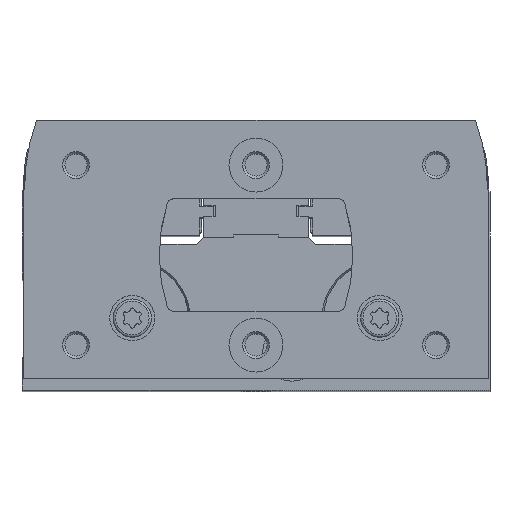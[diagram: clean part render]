
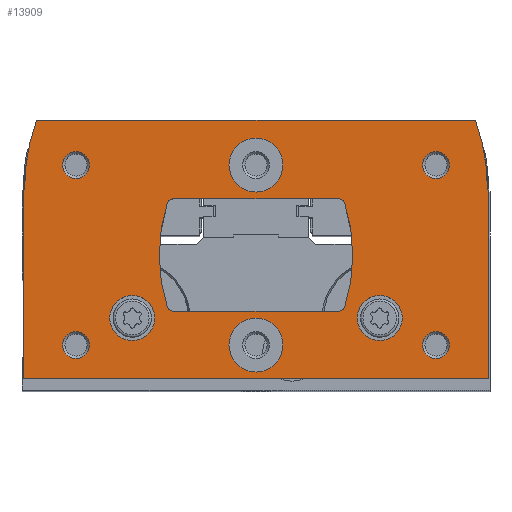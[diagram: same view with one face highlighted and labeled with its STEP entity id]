
A CAD part, top view. The second image highlights one B-rep face of the part: STEP entity #13909.
In plain terms, the highlighted planar face has unit normal (0, 0, 1).
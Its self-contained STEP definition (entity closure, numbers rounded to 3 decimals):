
#547=LINE('',#21637,#1365);
#552=LINE('',#21647,#1370);
#571=LINE('',#21696,#1389);
#577=LINE('',#21708,#1395);
#591=LINE('',#21779,#1409);
#593=LINE('',#21782,#1411);
#594=LINE('',#21832,#1412);
#595=LINE('',#21852,#1413);
#1365=VECTOR('',#17612,1000.);
#1370=VECTOR('',#17619,1000.);
#1389=VECTOR('',#17656,1000.);
#1395=VECTOR('',#17666,1000.);
#1409=VECTOR('',#17718,1000.);
#1411=VECTOR('',#17722,1000.);
#1412=VECTOR('',#17773,1000.);
#1413=VECTOR('',#17794,1000.);
#1912=PLANE('',#15045);
#3543=ORIENTED_EDGE('',*,*,#6245,.F.);
#3544=ORIENTED_EDGE('',*,*,#6246,.F.);
#3545=ORIENTED_EDGE('',*,*,#6247,.T.);
#3546=ORIENTED_EDGE('',*,*,#6248,.T.);
#3547=ORIENTED_EDGE('',*,*,#6249,.T.);
#3548=ORIENTED_EDGE('',*,*,#6250,.T.);
#3549=ORIENTED_EDGE('',*,*,#6251,.T.);
#3550=ORIENTED_EDGE('',*,*,#6252,.T.);
#3551=ORIENTED_EDGE('',*,*,#6200,.F.);
#3552=ORIENTED_EDGE('',*,*,#6217,.F.);
#3553=ORIENTED_EDGE('',*,*,#6212,.F.);
#3554=ORIENTED_EDGE('',*,*,#6209,.F.);
#3555=ORIENTED_EDGE('',*,*,#6253,.F.);
#3556=ORIENTED_EDGE('',*,*,#6254,.F.);
#3557=ORIENTED_EDGE('',*,*,#6255,.F.);
#3558=ORIENTED_EDGE('',*,*,#6203,.F.);
#3559=ORIENTED_EDGE('',*,*,#6187,.T.);
#3560=ORIENTED_EDGE('',*,*,#6181,.T.);
#3561=ORIENTED_EDGE('',*,*,#6219,.T.);
#3562=ORIENTED_EDGE('',*,*,#6151,.T.);
#3563=ORIENTED_EDGE('',*,*,#6156,.T.);
#3564=ORIENTED_EDGE('',*,*,#6160,.T.);
#3565=ORIENTED_EDGE('',*,*,#6244,.T.);
#3566=ORIENTED_EDGE('',*,*,#6193,.T.);
#6151=EDGE_CURVE('',#7645,#7644,#547,.T.);
#6156=EDGE_CURVE('',#7644,#7648,#552,.T.);
#6160=EDGE_CURVE('',#7648,#7650,#8612,.T.);
#6181=EDGE_CURVE('',#7667,#7669,#571,.T.);
#6187=EDGE_CURVE('',#7673,#7667,#577,.T.);
#6193=EDGE_CURVE('',#7678,#7673,#8618,.T.);
#6200=EDGE_CURVE('',#7682,#7683,#8621,.T.);
#6203=EDGE_CURVE('',#7683,#7684,#8622,.T.);
#6209=EDGE_CURVE('',#7688,#7689,#8625,.T.);
#6212=EDGE_CURVE('',#7689,#7691,#8626,.T.);
#6217=EDGE_CURVE('',#7691,#7682,#591,.T.);
#6219=EDGE_CURVE('',#7669,#7645,#593,.T.);
#6244=EDGE_CURVE('',#7650,#7678,#594,.T.);
#6245=EDGE_CURVE('',#7718,#7718,#8653,.T.);
#6246=EDGE_CURVE('',#7719,#7719,#8654,.T.);
#6247=EDGE_CURVE('',#7720,#7720,#8655,.T.);
#6248=EDGE_CURVE('',#7721,#7721,#8656,.T.);
#6249=EDGE_CURVE('',#7722,#7722,#8657,.T.);
#6250=EDGE_CURVE('',#7723,#7723,#8658,.T.);
#6251=EDGE_CURVE('',#7724,#7724,#8659,.T.);
#6252=EDGE_CURVE('',#7725,#7725,#8660,.T.);
#6253=EDGE_CURVE('',#7726,#7688,#8661,.T.);
#6254=EDGE_CURVE('',#7727,#7726,#595,.T.);
#6255=EDGE_CURVE('',#7684,#7727,#8662,.T.);
#7644=VERTEX_POINT('',#21636);
#7645=VERTEX_POINT('',#21638);
#7648=VERTEX_POINT('',#21646);
#7650=VERTEX_POINT('',#21653);
#7667=VERTEX_POINT('',#21690);
#7669=VERTEX_POINT('',#21695);
#7673=VERTEX_POINT('',#21706);
#7678=VERTEX_POINT('',#21721);
#7682=VERTEX_POINT('',#21736);
#7683=VERTEX_POINT('',#21738);
#7684=VERTEX_POINT('',#21746);
#7688=VERTEX_POINT('',#21759);
#7689=VERTEX_POINT('',#21761);
#7691=VERTEX_POINT('',#21771);
#7718=VERTEX_POINT('',#21835);
#7719=VERTEX_POINT('',#21837);
#7720=VERTEX_POINT('',#21839);
#7721=VERTEX_POINT('',#21841);
#7722=VERTEX_POINT('',#21843);
#7723=VERTEX_POINT('',#21845);
#7724=VERTEX_POINT('',#21847);
#7725=VERTEX_POINT('',#21849);
#7726=VERTEX_POINT('',#21851);
#7727=VERTEX_POINT('',#21853);
#8612=CIRCLE('',#14991,46.);
#8618=CIRCLE('',#15003,46.);
#8621=CIRCLE('',#15007,1.5);
#8622=CIRCLE('',#15009,38.);
#8625=CIRCLE('',#15013,38.);
#8626=CIRCLE('',#15015,1.5);
#8653=CIRCLE('',#15046,5.);
#8654=CIRCLE('',#15047,5.);
#8655=CIRCLE('',#15048,6.);
#8656=CIRCLE('',#15049,6.);
#8657=CIRCLE('',#15050,3.);
#8658=CIRCLE('',#15051,3.);
#8659=CIRCLE('',#15052,3.);
#8660=CIRCLE('',#15053,3.);
#8661=CIRCLE('',#15054,1.5);
#8662=CIRCLE('',#15055,1.5);
#9578=EDGE_LOOP('',(#3543));
#9579=EDGE_LOOP('',(#3544));
#9580=EDGE_LOOP('',(#3545));
#9581=EDGE_LOOP('',(#3546));
#9582=EDGE_LOOP('',(#3547));
#9583=EDGE_LOOP('',(#3548));
#9584=EDGE_LOOP('',(#3549));
#9585=EDGE_LOOP('',(#3550));
#9586=EDGE_LOOP('',(#3551,#3552,#3553,#3554,#3555,#3556,#3557,#3558));
#9587=EDGE_LOOP('',(#3559,#3560,#3561,#3562,#3563,#3564,#3565,#3566));
#10664=FACE_BOUND('',#9578,.T.);
#10665=FACE_BOUND('',#9579,.T.);
#10666=FACE_BOUND('',#9580,.T.);
#10667=FACE_BOUND('',#9581,.T.);
#10668=FACE_BOUND('',#9582,.T.);
#10669=FACE_BOUND('',#9583,.T.);
#10670=FACE_BOUND('',#9584,.T.);
#10671=FACE_BOUND('',#9585,.T.);
#10672=FACE_BOUND('',#9586,.T.);
#10673=FACE_BOUND('',#9587,.T.);
#13909=ADVANCED_FACE('',(#10664,#10665,#10666,#10667,#10668,#10669,#10670,
#10671,#10672,#10673),#1912,.T.);
#14991=AXIS2_PLACEMENT_3D('',#21654,#17626,#17627);
#15003=AXIS2_PLACEMENT_3D('',#21720,#17677,#17678);
#15007=AXIS2_PLACEMENT_3D('',#21737,#17688,#17689);
#15009=AXIS2_PLACEMENT_3D('',#21745,#17693,#17694);
#15013=AXIS2_PLACEMENT_3D('',#21760,#17703,#17704);
#15015=AXIS2_PLACEMENT_3D('',#21770,#17708,#17709);
#15045=AXIS2_PLACEMENT_3D('',#21833,#17774,#17775);
#15046=AXIS2_PLACEMENT_3D('',#21834,#17776,#17777);
#15047=AXIS2_PLACEMENT_3D('',#21836,#17778,#17779);
#15048=AXIS2_PLACEMENT_3D('',#21838,#17780,#17781);
#15049=AXIS2_PLACEMENT_3D('',#21840,#17782,#17783);
#15050=AXIS2_PLACEMENT_3D('',#21842,#17784,#17785);
#15051=AXIS2_PLACEMENT_3D('',#21844,#17786,#17787);
#15052=AXIS2_PLACEMENT_3D('',#21846,#17788,#17789);
#15053=AXIS2_PLACEMENT_3D('',#21848,#17790,#17791);
#15054=AXIS2_PLACEMENT_3D('',#21850,#17792,#17793);
#15055=AXIS2_PLACEMENT_3D('',#21854,#17795,#17796);
#17612=DIRECTION('',(0.,1.,0.));
#17619=DIRECTION('',(-0.866,0.5,0.));
#17626=DIRECTION('',(0.,0.,1.));
#17627=DIRECTION('',(1.,0.,0.));
#17656=DIRECTION('',(0.,-1.,0.));
#17666=DIRECTION('',(-0.866,-0.5,0.));
#17677=DIRECTION('',(0.,0.,1.));
#17678=DIRECTION('',(1.,0.,0.));
#17688=DIRECTION('',(0.,0.,1.));
#17689=DIRECTION('',(1.,0.,0.));
#17693=DIRECTION('',(0.,0.,1.));
#17694=DIRECTION('',(1.,0.,0.));
#17703=DIRECTION('',(0.,0.,1.));
#17704=DIRECTION('',(1.,0.,0.));
#17708=DIRECTION('',(0.,0.,1.));
#17709=DIRECTION('',(1.,0.,0.));
#17718=DIRECTION('',(-1.,0.,0.));
#17722=DIRECTION('',(1.,0.,0.));
#17773=DIRECTION('',(-1.,0.,0.));
#17774=DIRECTION('',(0.,0.,1.));
#17775=DIRECTION('',(1.,0.,0.));
#17776=DIRECTION('',(0.,0.,1.));
#17777=DIRECTION('',(1.,0.,0.));
#17778=DIRECTION('',(0.,0.,1.));
#17779=DIRECTION('',(1.,0.,0.));
#17780=DIRECTION('',(0.,0.,-1.));
#17781=DIRECTION('',(-1.,0.,0.));
#17782=DIRECTION('',(0.,0.,-1.));
#17783=DIRECTION('',(-1.,0.,0.));
#17784=DIRECTION('',(0.,0.,-1.));
#17785=DIRECTION('',(-1.,0.,0.));
#17786=DIRECTION('',(0.,0.,-1.));
#17787=DIRECTION('',(-1.,0.,0.));
#17788=DIRECTION('',(0.,0.,-1.));
#17789=DIRECTION('',(-1.,0.,0.));
#17790=DIRECTION('',(0.,0.,-1.));
#17791=DIRECTION('',(-1.,0.,0.));
#17792=DIRECTION('',(0.,0.,1.));
#17793=DIRECTION('',(1.,0.,0.));
#17794=DIRECTION('',(1.,0.,0.));
#17795=DIRECTION('',(0.,0.,1.));
#17796=DIRECTION('',(1.,0.,0.));
#21636=CARTESIAN_POINT('',(51.75,41.827,0.));
#21637=CARTESIAN_POINT('',(51.75,0.,0.));
#21638=CARTESIAN_POINT('',(51.75,0.,0.));
#21646=CARTESIAN_POINT('',(51.45,42.,0.));
#21647=CARTESIAN_POINT('',(51.75,41.827,0.));
#21653=CARTESIAN_POINT('',(48.76,57.5,0.));
#21654=CARTESIAN_POINT('',(5.45,42.,0.));
#21690=CARTESIAN_POINT('',(-51.75,41.827,0.));
#21695=CARTESIAN_POINT('',(-51.75,0.,0.));
#21696=CARTESIAN_POINT('',(-51.75,41.827,0.));
#21706=CARTESIAN_POINT('',(-51.45,42.,0.));
#21708=CARTESIAN_POINT('',(-51.45,42.,0.));
#21720=CARTESIAN_POINT('',(-5.45,42.,0.));
#21721=CARTESIAN_POINT('',(-48.76,57.5,0.));
#21736=CARTESIAN_POINT('',(-18.303,40.,0.));
#21737=CARTESIAN_POINT('',(-18.303,38.5,0.));
#21738=CARTESIAN_POINT('',(-19.733,38.952,0.));
#21745=CARTESIAN_POINT('',(16.5,27.5,0.));
#21746=CARTESIAN_POINT('',(-19.733,16.048,0.));
#21759=CARTESIAN_POINT('',(19.733,16.048,0.));
#21760=CARTESIAN_POINT('',(-16.5,27.5,0.));
#21761=CARTESIAN_POINT('',(19.733,38.952,0.));
#21770=CARTESIAN_POINT('',(18.303,38.5,0.));
#21771=CARTESIAN_POINT('',(18.303,40.,0.));
#21779=CARTESIAN_POINT('',(18.303,40.,0.));
#21782=CARTESIAN_POINT('',(-51.75,0.,0.));
#21832=CARTESIAN_POINT('',(48.76,57.5,0.));
#21833=CARTESIAN_POINT('',(5.45,42.,0.));
#21834=CARTESIAN_POINT('',(-27.5,13.5,0.));
#21835=CARTESIAN_POINT('',(-22.5,13.5,0.));
#21836=CARTESIAN_POINT('',(27.5,13.5,0.));
#21837=CARTESIAN_POINT('',(32.5,13.5,0.));
#21838=CARTESIAN_POINT('',(0.,7.5,0.));
#21839=CARTESIAN_POINT('',(-6.,7.5,0.));
#21840=CARTESIAN_POINT('',(0.,47.5,0.));
#21841=CARTESIAN_POINT('',(-6.,47.5,0.));
#21842=CARTESIAN_POINT('',(40.,7.5,0.));
#21843=CARTESIAN_POINT('',(37.,7.5,0.));
#21844=CARTESIAN_POINT('',(-40.,7.5,0.));
#21845=CARTESIAN_POINT('',(-43.,7.5,0.));
#21846=CARTESIAN_POINT('',(-40.,47.5,0.));
#21847=CARTESIAN_POINT('',(-43.,47.5,0.));
#21848=CARTESIAN_POINT('',(40.,47.5,0.));
#21849=CARTESIAN_POINT('',(37.,47.5,0.));
#21850=CARTESIAN_POINT('',(18.303,16.5,0.));
#21851=CARTESIAN_POINT('',(18.303,15.,0.));
#21852=CARTESIAN_POINT('',(-18.303,15.,0.));
#21853=CARTESIAN_POINT('',(-18.303,15.,0.));
#21854=CARTESIAN_POINT('',(-18.303,16.5,0.));
